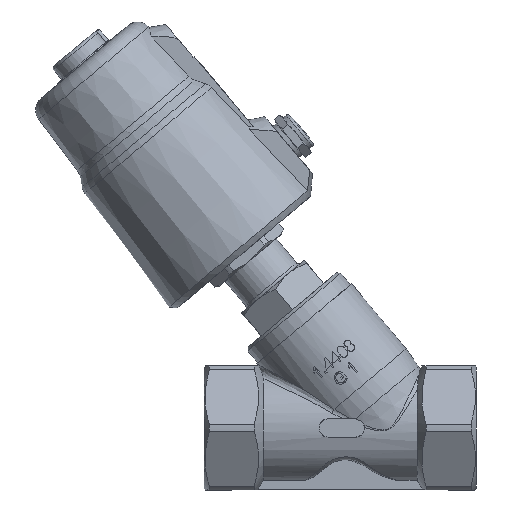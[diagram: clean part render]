
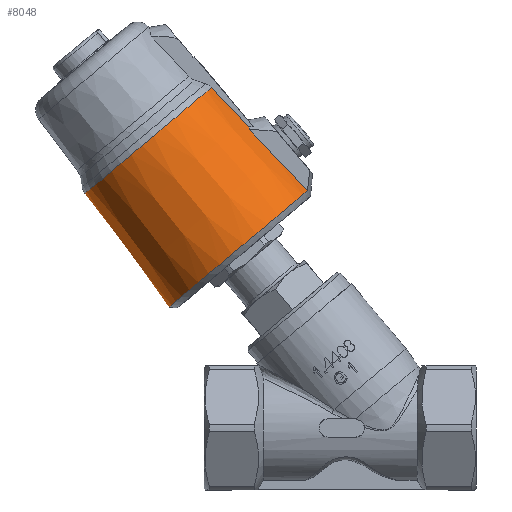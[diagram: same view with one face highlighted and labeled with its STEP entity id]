
A CAD part, left-side view. The second image highlights one B-rep face of the part: STEP entity #8048.
In plain terms, the highlighted conical face has half-angle 3.414 degrees and reference radius 29.475 mm.
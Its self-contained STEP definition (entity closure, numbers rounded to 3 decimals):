
#394=B_SPLINE_CURVE_WITH_KNOTS('',3,(#36697,#36698,#36699,#36700),
 .UNSPECIFIED.,.F.,.F.,(4,4),(3.068,3.242),
 .UNSPECIFIED.);
#395=B_SPLINE_CURVE_WITH_KNOTS('',3,(#36705,#36706,#36707,#36708),
 .UNSPECIFIED.,.F.,.F.,(4,4),(1.198,1.372),
 .UNSPECIFIED.);
#1621=(
BOUNDED_CURVE()
B_SPLINE_CURVE(2,(#36685,#36686,#36687),.UNSPECIFIED.,.F.,.F.)
B_SPLINE_CURVE_WITH_KNOTS((3,3),(0.632,2.44),
 .UNSPECIFIED.)
CURVE()
GEOMETRIC_REPRESENTATION_ITEM()
RATIONAL_B_SPLINE_CURVE((1.,1.,1.))
REPRESENTATION_ITEM('')
);
#1627=(
BOUNDED_CURVE()
B_SPLINE_CURVE(2,(#36718,#36719,#36720),.UNSPECIFIED.,.F.,.F.)
B_SPLINE_CURVE_WITH_KNOTS((3,3),(0.,1.713),.UNSPECIFIED.)
CURVE()
GEOMETRIC_REPRESENTATION_ITEM()
RATIONAL_B_SPLINE_CURVE((1.,1.,1.))
REPRESENTATION_ITEM('')
);
#1628=(
BOUNDED_CURVE()
B_SPLINE_CURVE(2,(#36721,#36722,#36723),.UNSPECIFIED.,.F.,.F.)
B_SPLINE_CURVE_WITH_KNOTS((3,3),(0.,1.078),.UNSPECIFIED.)
CURVE()
GEOMETRIC_REPRESENTATION_ITEM()
RATIONAL_B_SPLINE_CURVE((1.,1.,1.))
REPRESENTATION_ITEM('')
);
#1630=(
BOUNDED_CURVE()
B_SPLINE_CURVE(2,(#36752,#36753,#36754),.UNSPECIFIED.,.F.,.F.)
B_SPLINE_CURVE_WITH_KNOTS((3,3),(0.492,2.204),
 .UNSPECIFIED.)
CURVE()
GEOMETRIC_REPRESENTATION_ITEM()
RATIONAL_B_SPLINE_CURVE((1.,1.,1.))
REPRESENTATION_ITEM('')
);
#1631=(
BOUNDED_CURVE()
B_SPLINE_CURVE(2,(#36755,#36756,#36757),.UNSPECIFIED.,.F.,.F.)
B_SPLINE_CURVE_WITH_KNOTS((3,3),(0.354,1.433),
 .UNSPECIFIED.)
CURVE()
GEOMETRIC_REPRESENTATION_ITEM()
RATIONAL_B_SPLINE_CURVE((1.,1.,1.))
REPRESENTATION_ITEM('')
);
#1632=(
BOUNDED_CURVE()
B_SPLINE_CURVE(2,(#36760,#36761,#36762),.UNSPECIFIED.,.F.,.F.)
B_SPLINE_CURVE_WITH_KNOTS((3,3),(0.,1.808),.UNSPECIFIED.)
CURVE()
GEOMETRIC_REPRESENTATION_ITEM()
RATIONAL_B_SPLINE_CURVE((1.,1.,1.))
REPRESENTATION_ITEM('')
);
#2339=FACE_OUTER_BOUND('',#2871,.T.);
#2871=EDGE_LOOP('',(#6771,#6772,#6773,#6774,#6775,#6776,#6777,#6778,#6779,
#6780));
#3239=CIRCLE('',#8586,30.752);
#3240=CIRCLE('',#8588,27.97);
#3850=VERTEX_POINT('',#36675);
#3851=VERTEX_POINT('',#36684);
#3852=VERTEX_POINT('',#36692);
#3853=VERTEX_POINT('',#36696);
#3854=VERTEX_POINT('',#36704);
#3855=VERTEX_POINT('',#36713);
#3856=VERTEX_POINT('',#36717);
#3859=VERTEX_POINT('',#36745);
#3860=VERTEX_POINT('',#36751);
#3861=VERTEX_POINT('',#36758);
#4857=EDGE_CURVE('',#3851,#3850,#1621,.T.);
#4860=EDGE_CURVE('',#3853,#3852,#394,.T.);
#4862=EDGE_CURVE('',#3854,#3851,#395,.T.);
#4865=EDGE_CURVE('',#3856,#3855,#1627,.T.);
#4866=EDGE_CURVE('',#3856,#3852,#1628,.T.);
#4871=EDGE_CURVE('',#3855,#3859,#3239,.T.);
#4872=EDGE_CURVE('',#3859,#3860,#1630,.T.);
#4873=EDGE_CURVE('',#3854,#3860,#1631,.T.);
#4874=EDGE_CURVE('',#3861,#3850,#3240,.T.);
#4875=EDGE_CURVE('',#3861,#3853,#1632,.T.);
#6771=ORIENTED_EDGE('',*,*,#4871,.T.);
#6772=ORIENTED_EDGE('',*,*,#4872,.T.);
#6773=ORIENTED_EDGE('',*,*,#4873,.F.);
#6774=ORIENTED_EDGE('',*,*,#4862,.T.);
#6775=ORIENTED_EDGE('',*,*,#4857,.T.);
#6776=ORIENTED_EDGE('',*,*,#4874,.F.);
#6777=ORIENTED_EDGE('',*,*,#4875,.T.);
#6778=ORIENTED_EDGE('',*,*,#4860,.T.);
#6779=ORIENTED_EDGE('',*,*,#4866,.F.);
#6780=ORIENTED_EDGE('',*,*,#4865,.T.);
#7728=CONICAL_SURFACE('',#8587,29.475,3.414);
#8048=ADVANCED_FACE('',(#2339),#7728,.T.);
#8586=AXIS2_PLACEMENT_3D('',#36749,#9826,#9827);
#8587=AXIS2_PLACEMENT_3D('',#36750,#9828,#9829);
#8588=AXIS2_PLACEMENT_3D('',#36759,#9830,#9831);
#9826=DIRECTION('center_axis',(0.,0.643,0.766));
#9827=DIRECTION('ref_axis',(0.,-0.766,0.643));
#9828=DIRECTION('center_axis',(0.,-0.643,-0.766));
#9829=DIRECTION('ref_axis',(0.,-0.766,0.643));
#9830=DIRECTION('center_axis',(0.,0.643,0.766));
#9831=DIRECTION('ref_axis',(0.,0.766,-0.643));
#36675=CARTESIAN_POINT('',(-8.5,-2.373,99.328));
#36684=CARTESIAN_POINT('',(-8.5,-14.748,86.323));
#36685=CARTESIAN_POINT('Ctrl Pts',(-8.5,-14.748,
86.323));
#36686=CARTESIAN_POINT('Ctrl Pts',(-8.5,-8.434,
92.96));
#36687=CARTESIAN_POINT('Ctrl Pts',(-8.5,-2.373,
99.328));
#36692=CARTESIAN_POINT('',(10.,-14.982,85.347));
#36696=CARTESIAN_POINT('',(8.5,-14.748,86.323));
#36697=CARTESIAN_POINT('Ctrl Pts',(8.5,-14.748,86.323));
#36698=CARTESIAN_POINT('Ctrl Pts',(9.024,-14.817,86.017));
#36699=CARTESIAN_POINT('Ctrl Pts',(9.526,-14.895,85.69));
#36700=CARTESIAN_POINT('Ctrl Pts',(10.,-14.982,85.347));
#36704=CARTESIAN_POINT('',(-10.,-14.982,85.347));
#36705=CARTESIAN_POINT('Ctrl Pts',(-10.,-14.982,
85.347));
#36706=CARTESIAN_POINT('Ctrl Pts',(-9.526,-14.895,
85.69));
#36707=CARTESIAN_POINT('Ctrl Pts',(-9.024,-14.817,
86.017));
#36708=CARTESIAN_POINT('Ctrl Pts',(-8.5,-14.748,
86.323));
#36713=CARTESIAN_POINT('',(10.,-34.203,65.18));
#36717=CARTESIAN_POINT('',(10.,-22.453,77.51));
#36718=CARTESIAN_POINT('Ctrl Pts',(10.,-22.453,77.51));
#36719=CARTESIAN_POINT('Ctrl Pts',(10.,-28.218,71.462));
#36720=CARTESIAN_POINT('Ctrl Pts',(10.,-34.203,65.18));
#36721=CARTESIAN_POINT('Ctrl Pts',(10.,-22.453,77.51));
#36722=CARTESIAN_POINT('Ctrl Pts',(10.,-18.672,81.478));
#36723=CARTESIAN_POINT('Ctrl Pts',(10.,-14.982,85.347));
#36745=CARTESIAN_POINT('',(-10.,-34.203,65.18));
#36749=CARTESIAN_POINT('Origin',(0.,-11.926,
46.487));
#36750=CARTESIAN_POINT('Origin',(0.,1.829,
62.879));
#36751=CARTESIAN_POINT('',(-10.,-22.453,77.51));
#36752=CARTESIAN_POINT('Ctrl Pts',(-10.,-34.203,
65.18));
#36753=CARTESIAN_POINT('Ctrl Pts',(-10.,-28.218,
71.462));
#36754=CARTESIAN_POINT('Ctrl Pts',(-10.,-22.453,
77.51));
#36755=CARTESIAN_POINT('Ctrl Pts',(-10.,-14.982,
85.347));
#36756=CARTESIAN_POINT('Ctrl Pts',(-10.,-18.672,
81.478));
#36757=CARTESIAN_POINT('Ctrl Pts',(-10.,-22.453,
77.51));
#36758=CARTESIAN_POINT('',(8.5,-2.373,99.328));
#36759=CARTESIAN_POINT('Origin',(0.,18.04,
82.2));
#36760=CARTESIAN_POINT('Ctrl Pts',(8.5,-2.373,99.328));
#36761=CARTESIAN_POINT('Ctrl Pts',(8.5,-8.434,92.96));
#36762=CARTESIAN_POINT('Ctrl Pts',(8.5,-14.748,86.323));
